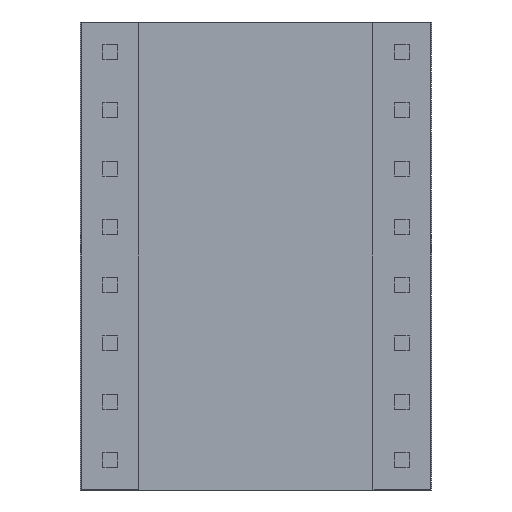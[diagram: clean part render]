
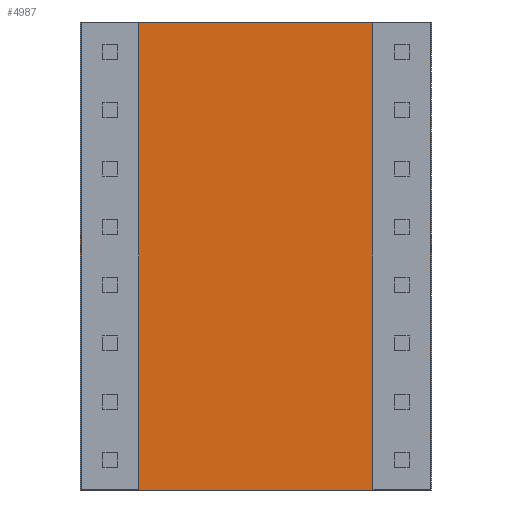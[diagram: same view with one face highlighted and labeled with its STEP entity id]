
A CAD part, front view. The second image highlights one B-rep face of the part: STEP entity #4987.
In plain terms, the highlighted planar face has unit normal (0, -1, 0).
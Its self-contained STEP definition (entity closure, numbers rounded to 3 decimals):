
#14 = CARTESIAN_POINT ( 'NONE',  ( -7.6, 0., -10.16 ) ) ;
#37 = ORIENTED_EDGE ( 'NONE', *, *, #3123, .T. ) ;
#86 = DIRECTION ( 'NONE',  ( 1., 0., 0. ) ) ;
#119 = ORIENTED_EDGE ( 'NONE', *, *, #1106, .T. ) ;
#184 = LINE ( 'NONE', #5354, #3393 ) ;
#186 = CARTESIAN_POINT ( 'NONE',  ( -7.65, 0., 10.2 ) ) ;
#201 = ORIENTED_EDGE ( 'NONE', *, *, #1597, .T. ) ;
#202 = FACE_BOUND ( 'NONE', #4041, .T. ) ;
#215 = LINE ( 'NONE', #1533, #4314 ) ;
#289 = ORIENTED_EDGE ( 'NONE', *, *, #4113, .F. ) ;
#512 = EDGE_LOOP ( 'NONE', ( #201, #1009, #4901, #37 ) ) ;
#545 = CARTESIAN_POINT ( 'NONE',  ( 7.6, 0., -10.16 ) ) ;
#573 = PLANE ( 'NONE',  #4422 ) ;
#594 = ORIENTED_EDGE ( 'NONE', *, *, #5187, .F. ) ;
#775 = VECTOR ( 'NONE', #1730, 1000. ) ;
#783 = CARTESIAN_POINT ( 'NONE',  ( -5.1, 0., -10.16 ) ) ;
#819 = ORIENTED_EDGE ( 'NONE', *, *, #3707, .T. ) ;
#937 = CARTESIAN_POINT ( 'NONE',  ( -7.65, 0., 10.2 ) ) ;
#988 = CARTESIAN_POINT ( 'NONE',  ( -5.1, 0., -10.16 ) ) ;
#1008 = FACE_BOUND ( 'NONE', #512, .T. ) ;
#1009 = ORIENTED_EDGE ( 'NONE', *, *, #4359, .T. ) ;
#1027 = CARTESIAN_POINT ( 'NONE',  ( -7.6, 0., 10.16 ) ) ;
#1106 = EDGE_CURVE ( 'NONE', #1846, #3893, #4910, .T. ) ;
#1156 = LINE ( 'NONE', #3312, #1785 ) ;
#1225 = DIRECTION ( 'NONE',  ( 0., 1., 0. ) ) ;
#1328 = DIRECTION ( 'NONE',  ( -1., 0., 0. ) ) ;
#1378 = ORIENTED_EDGE ( 'NONE', *, *, #3320, .F. ) ;
#1411 = EDGE_LOOP ( 'NONE', ( #5480, #1378, #289, #594 ) ) ;
#1507 = VECTOR ( 'NONE', #4651, 1000. ) ;
#1533 = CARTESIAN_POINT ( 'NONE',  ( 7.6, 0., -10.16 ) ) ;
#1579 = CARTESIAN_POINT ( 'NONE',  ( 7.6, 0., 10.16 ) ) ;
#1597 = EDGE_CURVE ( 'NONE', #4418, #1904, #184, .T. ) ;
#1655 = DIRECTION ( 'NONE',  ( 0., 0., 1. ) ) ;
#1730 = DIRECTION ( 'NONE',  ( 1., 0., 0. ) ) ;
#1745 = DIRECTION ( 'NONE',  ( 0., 0., 1. ) ) ;
#1785 = VECTOR ( 'NONE', #3262, 1000. ) ;
#1821 = DIRECTION ( 'NONE',  ( 0., 0., 1. ) ) ;
#1846 = VERTEX_POINT ( 'NONE', #5251 ) ;
#1904 = VERTEX_POINT ( 'NONE', #4101 ) ;
#1936 = FACE_OUTER_BOUND ( 'NONE', #1411, .T. ) ;
#1967 = DIRECTION ( 'NONE',  ( 0., 0., -1. ) ) ;
#2005 = VECTOR ( 'NONE', #1328, 1000. ) ;
#2247 = EDGE_CURVE ( 'NONE', #2448, #4950, #5212, .T. ) ;
#2387 = VERTEX_POINT ( 'NONE', #4117 ) ;
#2448 = VERTEX_POINT ( 'NONE', #5143 ) ;
#2597 = VECTOR ( 'NONE', #4900, 1000. ) ;
#2605 = DIRECTION ( 'NONE',  ( 1., 0., 0. ) ) ;
#2626 = LINE ( 'NONE', #5268, #2978 ) ;
#2638 = CARTESIAN_POINT ( 'NONE',  ( 5.1, 0., -10.16 ) ) ;
#2793 = LINE ( 'NONE', #4893, #3857 ) ;
#2824 = VERTEX_POINT ( 'NONE', #3037 ) ;
#2966 = ORIENTED_EDGE ( 'NONE', *, *, #4067, .T. ) ;
#2978 = VECTOR ( 'NONE', #1745, 1000. ) ;
#3037 = CARTESIAN_POINT ( 'NONE',  ( 7.65, 0., -10.2 ) ) ;
#3050 = VERTEX_POINT ( 'NONE', #186 ) ;
#3061 = VERTEX_POINT ( 'NONE', #1579 ) ;
#3123 = EDGE_CURVE ( 'NONE', #4950, #4418, #4707, .T. ) ;
#3262 = DIRECTION ( 'NONE',  ( 0., 0., -1. ) ) ;
#3312 = CARTESIAN_POINT ( 'NONE',  ( 7.65, 0., -10.2 ) ) ;
#3320 = EDGE_CURVE ( 'NONE', #2824, #2387, #5183, .T. ) ;
#3393 = VECTOR ( 'NONE', #5383, 1000. ) ;
#3437 = CARTESIAN_POINT ( 'NONE',  ( 5.1, 0., 10.16 ) ) ;
#3530 = CARTESIAN_POINT ( 'NONE',  ( 7.65, 0., 10.2 ) ) ;
#3610 = VERTEX_POINT ( 'NONE', #3530 ) ;
#3684 = VERTEX_POINT ( 'NONE', #545 ) ;
#3707 = EDGE_CURVE ( 'NONE', #3061, #3684, #2793, .T. ) ;
#3761 = VECTOR ( 'NONE', #1821, 1000. ) ;
#3823 = LINE ( 'NONE', #5626, #775 ) ;
#3857 = VECTOR ( 'NONE', #1967, 1000. ) ;
#3893 = VERTEX_POINT ( 'NONE', #3437 ) ;
#3971 = EDGE_CURVE ( 'NONE', #3893, #3061, #3823, .T. ) ;
#4010 = CARTESIAN_POINT ( 'NONE',  ( -7.65, 0., -10.2 ) ) ;
#4041 = EDGE_LOOP ( 'NONE', ( #819, #2966, #119, #5267 ) ) ;
#4067 = EDGE_CURVE ( 'NONE', #3684, #1846, #215, .T. ) ;
#4101 = CARTESIAN_POINT ( 'NONE',  ( -7.6, 0., -10.16 ) ) ;
#4113 = EDGE_CURVE ( 'NONE', #3610, #2824, #1156, .T. ) ;
#4117 = CARTESIAN_POINT ( 'NONE',  ( -7.65, 0., -10.2 ) ) ;
#4314 = VECTOR ( 'NONE', #5044, 1000. ) ;
#4322 = LINE ( 'NONE', #937, #5507 ) ;
#4359 = EDGE_CURVE ( 'NONE', #1904, #2448, #4389, .T. ) ;
#4389 = LINE ( 'NONE', #14, #2597 ) ;
#4418 = VERTEX_POINT ( 'NONE', #988 ) ;
#4422 = AXIS2_PLACEMENT_3D ( 'NONE', #5080, #1225, #1655 ) ;
#4587 = VECTOR ( 'NONE', #2605, 1000. ) ;
#4651 = DIRECTION ( 'NONE',  ( 0., 0., -1. ) ) ;
#4707 = LINE ( 'NONE', #783, #1507 ) ;
#4893 = CARTESIAN_POINT ( 'NONE',  ( 7.6, 0., -10.16 ) ) ;
#4900 = DIRECTION ( 'NONE',  ( 0., 0., 1. ) ) ;
#4901 = ORIENTED_EDGE ( 'NONE', *, *, #2247, .T. ) ;
#4910 = LINE ( 'NONE', #2638, #3761 ) ;
#4950 = VERTEX_POINT ( 'NONE', #5436 ) ;
#4987 = ADVANCED_FACE ( 'NONE', ( #202, #1008, #1936 ), #573, .F. ) ;
#5044 = DIRECTION ( 'NONE',  ( -1., 0., 0. ) ) ;
#5080 = CARTESIAN_POINT ( 'NONE',  ( 0., 0., 0. ) ) ;
#5143 = CARTESIAN_POINT ( 'NONE',  ( -7.6, 0., 10.16 ) ) ;
#5183 = LINE ( 'NONE', #4010, #2005 ) ;
#5187 = EDGE_CURVE ( 'NONE', #3050, #3610, #4322, .T. ) ;
#5212 = LINE ( 'NONE', #1027, #4587 ) ;
#5251 = CARTESIAN_POINT ( 'NONE',  ( 5.1, 0., -10.16 ) ) ;
#5267 = ORIENTED_EDGE ( 'NONE', *, *, #3971, .T. ) ;
#5268 = CARTESIAN_POINT ( 'NONE',  ( -7.65, 0., -10.2 ) ) ;
#5354 = CARTESIAN_POINT ( 'NONE',  ( -7.6, 0., -10.16 ) ) ;
#5383 = DIRECTION ( 'NONE',  ( -1., 0., 0. ) ) ;
#5411 = EDGE_CURVE ( 'NONE', #2387, #3050, #2626, .T. ) ;
#5436 = CARTESIAN_POINT ( 'NONE',  ( -5.1, 0., 10.16 ) ) ;
#5480 = ORIENTED_EDGE ( 'NONE', *, *, #5411, .F. ) ;
#5507 = VECTOR ( 'NONE', #86, 1000. ) ;
#5626 = CARTESIAN_POINT ( 'NONE',  ( 7.6, 0., 10.16 ) ) ;
